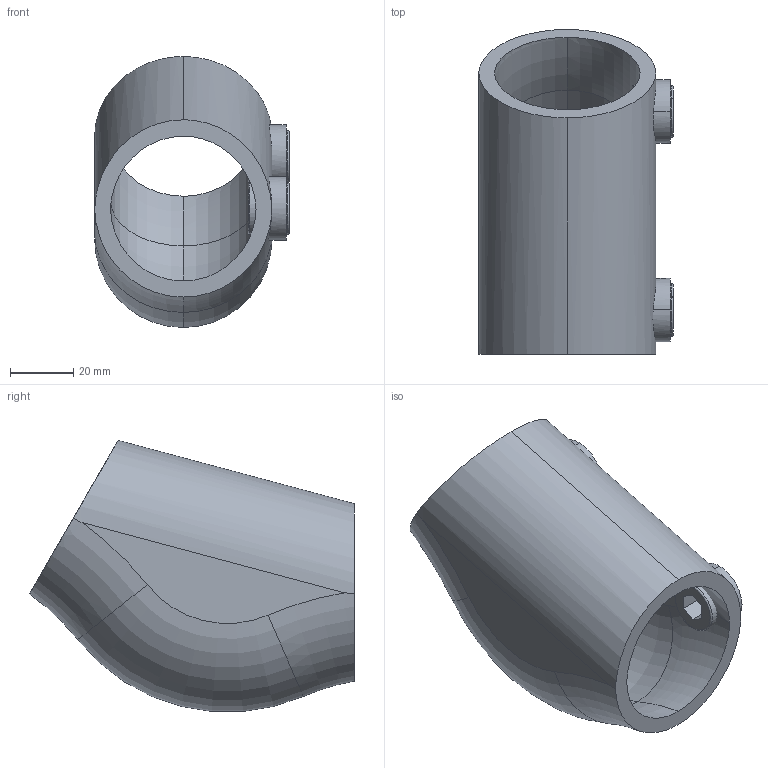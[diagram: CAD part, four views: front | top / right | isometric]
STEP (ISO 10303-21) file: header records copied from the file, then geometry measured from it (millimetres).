
FILE_DESCRIPTION (( 'STEP AP203' ), '1' );
FILE_NAME ('124-C42.step', '2015-09-17T16:16:55', ( '' ), ( '' ), 'SwSTEP 2.0', 'SolidWorks 2015', '' );
FILE_SCHEMA (( 'CONFIG_CONTROL_DESIGN' ));
Length unit declared in the file: millimetre
Products named in the file (3): 124-C42; 124-C42 Teil1_Zeichnung; 124-C42 Teil2_Zeichnung
Assembly tree (3 placements, depth 2):
  124-C42
    124-C42 Teil1_Zeichnung
    124-C42 Teil2_Zeichnung  x2
Bounding box: 61.5 x 102.64 x 85.63 mm (x, y, z)
Volume: 91161.2 mm3; surface area: 40153.9 mm2
Topology: 3 solids, 3 shells, 64 faces, 168 edges, 108 vertices
Faces by surface type: plane 28, torus 20, cylinder 16
Entity records: 2403 total; most frequent: CARTESIAN_POINT 824, ORIENTED_EDGE 272, DIRECTION 266, EDGE_CURVE 136, AXIS2_PLACEMENT_3D 114, VERTEX_POINT 88, CIRCLE 58, EDGE_LOOP 56
